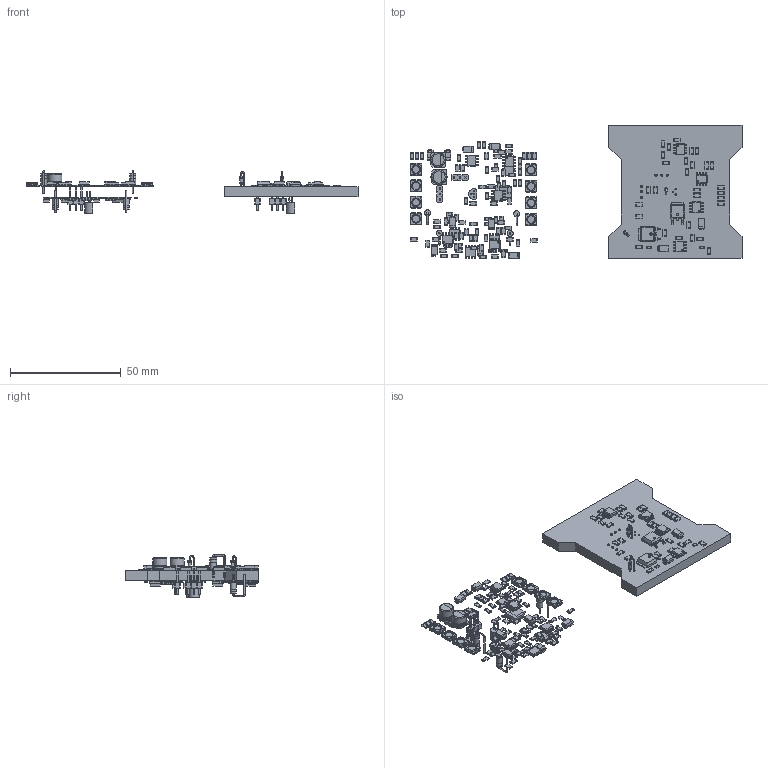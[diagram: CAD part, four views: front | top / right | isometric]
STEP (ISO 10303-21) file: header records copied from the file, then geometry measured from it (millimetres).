
FILE_DESCRIPTION(('KiCad electronic assembly'),'2;1');
FILE_NAME('PCBs.step','2022-02-09T15:24:25',('Pcbnew'),('Kicad'), 'Open CASCADE STEP processor 7.5','KiCad to STEP converter','Unknown' );
FILE_SCHEMA(('AUTOMOTIVE_DESIGN { 1 0 10303 214 1 1 1 1 }'));
Length unit declared in the file: millimetre
Products named in the file (24): PCBs 1; R_1206_3216Metric; SOLID; D_A-405_P5.08mm_Vertical_KathodeUp; SOIC-8_3.9x4.9mm_P1.27mm; PinHeader_1x03_P2.54mm_Vertical; D_SMA; CP_Elec_6.3x5.7; R_Axial_DIN0204_L3.6mm_D1.6mm_P1.90mm_Vertical; LED_RGB_5050-6; R_0805_2012Metric; TO-252-2; TO-92; _autosave-v2 PCB
Assembly tree (177 placements, depth 3):
  PCBs 1
    R_1206_3216Metric  x112
      SOLID
    D_A-405_P5.08mm_Vertical_KathodeUp  x4
      SOLID
    SOIC-8_3.9x4.9mm_P1.27mm  x13
      SOLID
    PinHeader_1x03_P2.54mm_Vertical  x4
      SOLID
    D_SMA  x12
      SOLID
    CP_Elec_6.3x5.7  x2
      SOLID
    R_Axial_DIN0204_L3.6mm_D1.6mm_P1.90mm_Vertical  x2
      SOLID
    LED_RGB_5050-6  x8
      SOLID
    R_0805_2012Metric  x3
      SOLID
    TO-252-2  x3
      SOLID
    TO-92  x2
      SOLID
    _autosave-v2 PCB
Bounding box: 149.7 x 60.1 x 19.19 mm (x, y, z)
Volume: 17512.8 mm3; surface area: 14346.9 mm2
Topology: 166 solids, 166 shells, 7103 faces, 18790 edges, 12024 vertices
Faces by surface type: bspline 7076, plane 14, cylinder 13
Full cylindrical faces by diameter (mm): 0.7 x4, 0.75 x3, 1 x6
Entity records: 43327 total; most frequent: CARTESIAN_POINT 15966, B_SPLINE_CURVE_WITH_KNOTS 4163, ORIENTED_EDGE 3280, PCURVE 3280, DEFINITIONAL_REPRESENTATION 3280, EDGE_CURVE 1640, SURFACE_CURVE 1597, VERTEX_POINT 1049
